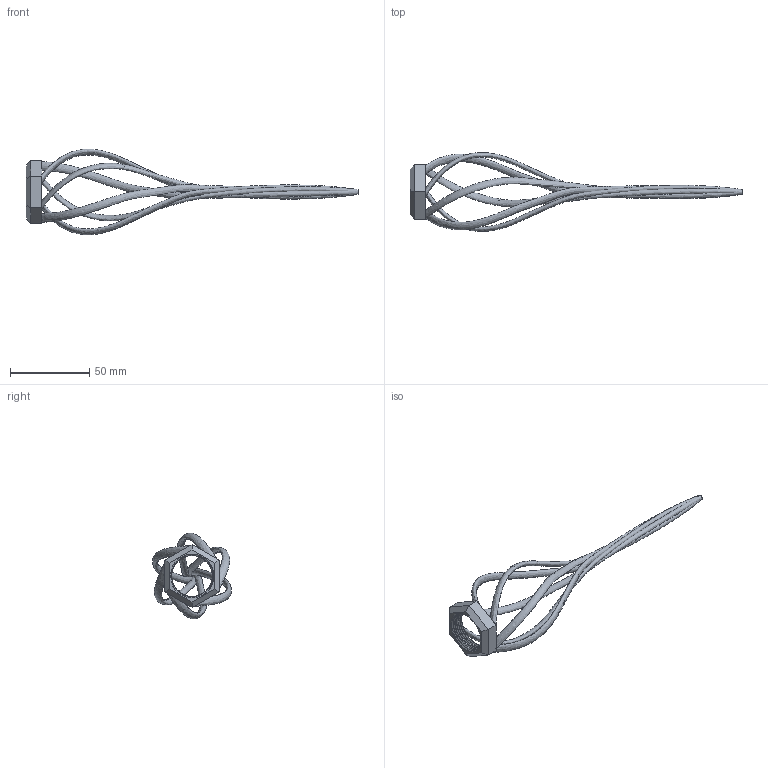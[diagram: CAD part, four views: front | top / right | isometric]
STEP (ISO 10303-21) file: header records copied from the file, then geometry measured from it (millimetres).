
FILE_DESCRIPTION(/* description */ (''),/* implementation_level */ '2;1');
FILE_NAME(/* name */ 'head.step',/* time_stamp */ '2024-08-06T11:20:59+08:00',/* author */ (''),/* organization */ (''),/* preprocessor_version */ 'ST-DEVELOPER v20',/* originating_system */ 'Autodesk Translation Framework v13.14.0.145',/* authorisation */ '');
FILE_SCHEMA (('AUTOMOTIVE_DESIGN { 1 0 10303 214 3 1 1 }'));
Length unit declared in the file: millimetre
Products named in the file (8): Wand; Component3; Component4; Component5; Component6; Component7; Component8; Component9
Assembly tree (7 placements, depth 2):
  Wand
    Component3
    Component4
    Component5
    Component6
    Component7
    Component8
    Component9
Bounding box: 210 x 49.81 x 54.2 mm (x, y, z)
Volume: 16538.1 mm3; surface area: 17994.4 mm2
Topology: 7 solids, 7 shells, 49 faces, 99 edges, 64 vertices
Faces by surface type: plane 26, cylinder 15, bspline 8
Full cylindrical faces by diameter (mm): 25.926 x5, 27.608 x6
Entity records: 7219 total; most frequent: CARTESIAN_POINT 6040, ORIENTED_EDGE 198, DIRECTION 187, EDGE_CURVE 99, AXIS2_PLACEMENT_3D 72, VERTEX_POINT 64, EDGE_LOOP 51, FACE_OUTER_BOUND 49
